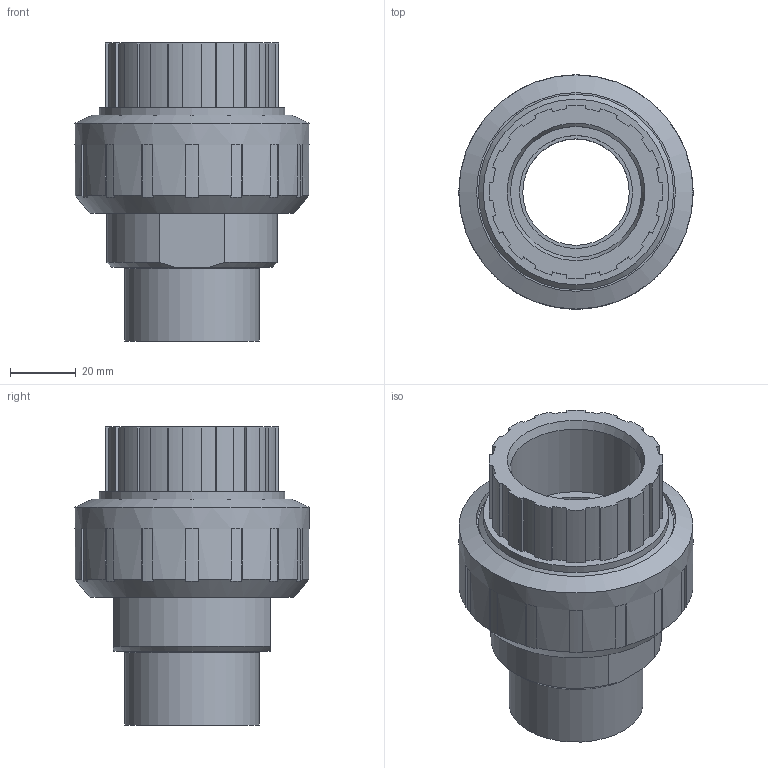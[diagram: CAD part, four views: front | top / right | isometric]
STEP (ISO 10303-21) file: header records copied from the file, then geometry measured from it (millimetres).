
FILE_DESCRIPTION(/* description */ (''),/* implementation_level */ '2;1');
FILE_NAME(/* name */ 'BIROV040114E.iam.stp',/* time_stamp */ '2013-10-01T14:59:35+02:00',/* author */ ('bfaro'),/* organization */ (''),/* preprocessor_version */ 'ST-DEVELOPER v15.2',/* originating_system */ 'Autodesk Inventor 2014',/* authorisation */ '');
FILE_SCHEMA (('AUTOMOTIVE_DESIGN { 1 0 10303 214 3 1 1 }'));
Length unit declared in the file: millimetre
Products named in the file (4): EFV200; FBIV040; QBRO114; BIROV040114E
Bounding box: 71.5 x 71.5 x 91 mm (x, y, z)
Volume: 138426.8 mm3; surface area: 47551.9 mm2
Topology: 3 solids, 3 shells, 170 faces, 461 edges, 305 vertices
Faces by surface type: plane 96, cylinder 64, cone 7, torus 3
Full cylindrical faces by diameter (mm): 32.5 x1, 34.5 x1, 37.3 x1, 40 x1, 41 x1, 50.3 x1, 53 x1, 53.1 x1, 56.5 x1, 56.656 x2, 59.614 x1, 60.7 x1, 71.5 x1
Entity records: 5329 total; most frequent: CARTESIAN_POINT 985, DIRECTION 920, ORIENTED_EDGE 870, EDGE_CURVE 435, AXIS2_PLACEMENT_3D 344, VERTEX_POINT 301, LINE 232, VECTOR 232
